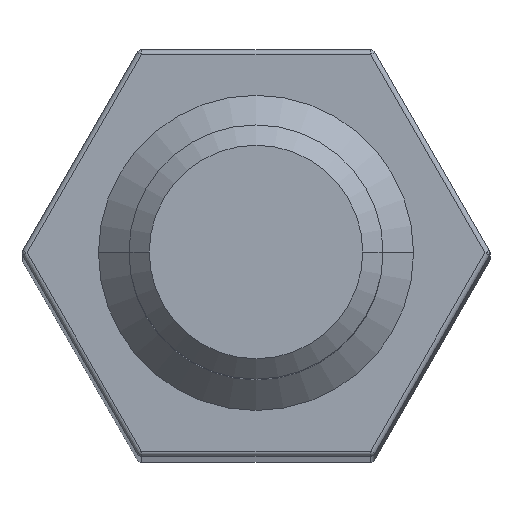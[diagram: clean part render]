
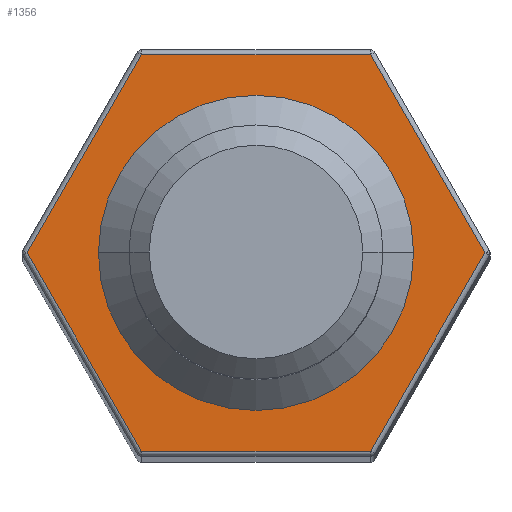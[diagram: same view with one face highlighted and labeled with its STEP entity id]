
A CAD part, top view. The second image highlights one B-rep face of the part: STEP entity #1356.
In plain terms, the highlighted planar face has unit normal (0, 0, 1).
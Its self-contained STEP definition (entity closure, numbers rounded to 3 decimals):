
#4 = LINE ( 'NONE', #1088, #234 ) ;
#57 = DIRECTION ( 'NONE',  ( -0.5, -0.866, 0. ) ) ;
#90 = EDGE_LOOP ( 'NONE', ( #409, #719, #997, #161, #553, #851 ) ) ;
#97 = LINE ( 'NONE', #1244, #1229 ) ;
#98 = FACE_OUTER_BOUND ( 'NONE', #90, .T. ) ;
#101 = DIRECTION ( 'NONE',  ( -1., 0., 0. ) ) ;
#156 = CARTESIAN_POINT ( 'NONE',  ( 2.252, 3.9, 0. ) ) ;
#161 = ORIENTED_EDGE ( 'NONE', *, *, #310, .T. ) ;
#174 = VECTOR ( 'NONE', #1125, 1000. ) ;
#175 = FACE_BOUND ( 'NONE', #362, .T. ) ;
#224 = VERTEX_POINT ( 'NONE', #1367 ) ;
#234 = VECTOR ( 'NONE', #101, 1000. ) ;
#241 = VERTEX_POINT ( 'NONE', #1146 ) ;
#265 = CARTESIAN_POINT ( 'NONE',  ( -4.619, 0., 0. ) ) ;
#266 = EDGE_CURVE ( 'NONE', #770, #1058, #1250, .T. ) ;
#293 = ORIENTED_EDGE ( 'NONE', *, *, #266, .T. ) ;
#304 = AXIS2_PLACEMENT_3D ( 'NONE', #408, #1177, #529 ) ;
#310 = EDGE_CURVE ( 'NONE', #224, #524, #647, .T. ) ;
#313 = AXIS2_PLACEMENT_3D ( 'NONE', #265, #1368, #723 ) ;
#314 = CARTESIAN_POINT ( 'NONE',  ( 2.223, -3.95, 0. ) ) ;
#324 = VERTEX_POINT ( 'NONE', #624 ) ;
#353 = LINE ( 'NONE', #726, #392 ) ;
#354 = CARTESIAN_POINT ( 'NONE',  ( -4.619, -3.9, 0. ) ) ;
#362 = EDGE_LOOP ( 'NONE', ( #1136, #293 ) ) ;
#386 = DIRECTION ( 'NONE',  ( 0., 0., -1. ) ) ;
#392 = VECTOR ( 'NONE', #57, 1000. ) ;
#394 = EDGE_CURVE ( 'NONE', #1058, #770, #1110, .T. ) ;
#408 = CARTESIAN_POINT ( 'NONE',  ( 0., 0., 0. ) ) ;
#409 = ORIENTED_EDGE ( 'NONE', *, *, #724, .T. ) ;
#457 = LINE ( 'NONE', #354, #174 ) ;
#486 = CARTESIAN_POINT ( 'NONE',  ( 3.1, 0., 0. ) ) ;
#509 = DIRECTION ( 'NONE',  ( 0.5, -0.866, 0. ) ) ;
#524 = VERTEX_POINT ( 'NONE', #548 ) ;
#525 = VERTEX_POINT ( 'NONE', #669 ) ;
#529 = DIRECTION ( 'NONE',  ( -1., 0., 0. ) ) ;
#548 = CARTESIAN_POINT ( 'NONE',  ( -2.252, -3.9, 0. ) ) ;
#553 = ORIENTED_EDGE ( 'NONE', *, *, #687, .T. ) ;
#599 = DIRECTION ( 'NONE',  ( -0.5, 0.866, 0. ) ) ;
#604 = PLANE ( 'NONE',  #313 ) ;
#624 = CARTESIAN_POINT ( 'NONE',  ( 4.503, 0., 0. ) ) ;
#647 = LINE ( 'NONE', #1162, #1182 ) ;
#669 = CARTESIAN_POINT ( 'NONE',  ( -2.252, 3.9, 0. ) ) ;
#687 = EDGE_CURVE ( 'NONE', #524, #241, #457, .T. ) ;
#719 = ORIENTED_EDGE ( 'NONE', *, *, #1075, .T. ) ;
#723 = DIRECTION ( 'NONE',  ( -1., 0., 0. ) ) ;
#724 = EDGE_CURVE ( 'NONE', #324, #754, #97, .T. ) ;
#726 = CARTESIAN_POINT ( 'NONE',  ( -4.532, -0.05, 0. ) ) ;
#754 = VERTEX_POINT ( 'NONE', #156 ) ;
#768 = DIRECTION ( 'NONE',  ( 0.5, 0.866, 0. ) ) ;
#770 = VERTEX_POINT ( 'NONE', #486 ) ;
#787 = AXIS2_PLACEMENT_3D ( 'NONE', #1051, #386, #1158 ) ;
#851 = ORIENTED_EDGE ( 'NONE', *, *, #1055, .T. ) ;
#997 = ORIENTED_EDGE ( 'NONE', *, *, #1375, .T. ) ;
#1051 = CARTESIAN_POINT ( 'NONE',  ( 0., 0., 0. ) ) ;
#1055 = EDGE_CURVE ( 'NONE', #241, #324, #1109, .T. ) ;
#1058 = VERTEX_POINT ( 'NONE', #1311 ) ;
#1075 = EDGE_CURVE ( 'NONE', #754, #525, #4, .T. ) ;
#1088 = CARTESIAN_POINT ( 'NONE',  ( -4.619, 3.9, 0. ) ) ;
#1109 = LINE ( 'NONE', #314, #1404 ) ;
#1110 = CIRCLE ( 'NONE', #304, 3.1 ) ;
#1125 = DIRECTION ( 'NONE',  ( 1., 0., 0. ) ) ;
#1136 = ORIENTED_EDGE ( 'NONE', *, *, #394, .T. ) ;
#1146 = CARTESIAN_POINT ( 'NONE',  ( 2.252, -3.9, 0. ) ) ;
#1158 = DIRECTION ( 'NONE',  ( -1., 0., 0. ) ) ;
#1162 = CARTESIAN_POINT ( 'NONE',  ( -4.532, 0.05, 0. ) ) ;
#1177 = DIRECTION ( 'NONE',  ( 0., 0., -1. ) ) ;
#1182 = VECTOR ( 'NONE', #509, 1000. ) ;
#1229 = VECTOR ( 'NONE', #599, 1000. ) ;
#1244 = CARTESIAN_POINT ( 'NONE',  ( 2.223, 3.95, 0. ) ) ;
#1250 = CIRCLE ( 'NONE', #787, 3.1 ) ;
#1311 = CARTESIAN_POINT ( 'NONE',  ( -3.1, 0., 0. ) ) ;
#1356 = ADVANCED_FACE ( 'NONE', ( #98, #175 ), #604, .F. ) ;
#1367 = CARTESIAN_POINT ( 'NONE',  ( -4.503, 0., 0. ) ) ;
#1368 = DIRECTION ( 'NONE',  ( 0., 0., -1. ) ) ;
#1375 = EDGE_CURVE ( 'NONE', #525, #224, #353, .T. ) ;
#1404 = VECTOR ( 'NONE', #768, 1000. ) ;
